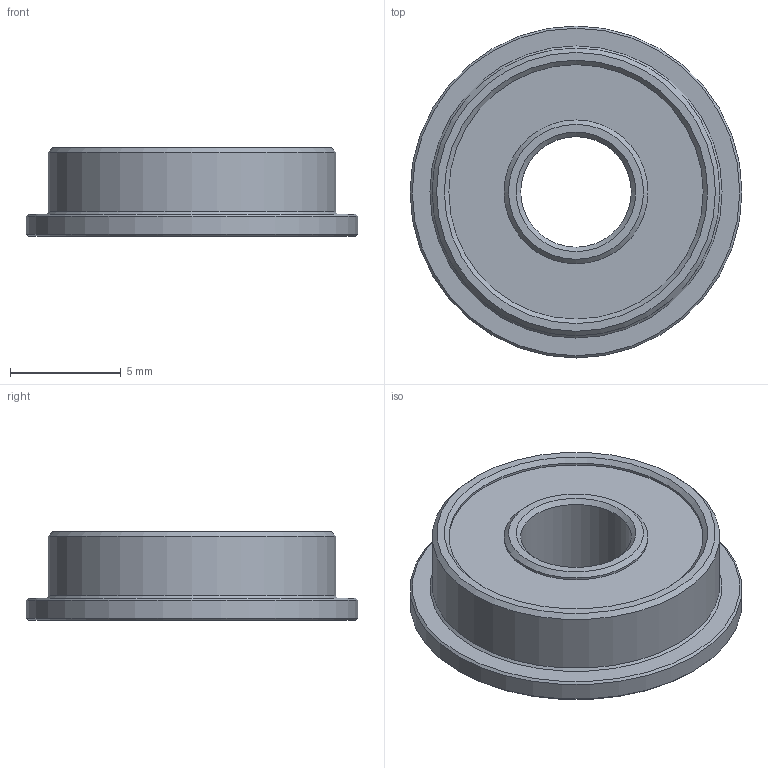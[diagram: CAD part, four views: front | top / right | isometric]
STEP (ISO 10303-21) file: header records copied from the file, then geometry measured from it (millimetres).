
FILE_DESCRIPTION(/* description */ (''),/* implementation_level */ '2;1');
FILE_NAME(/* name */ 'F695 Bearing_v3.step',/* time_stamp */ '2023-05-23T22:39:15-06:00',/* author */ (''),/* organization */ (''),/* preprocessor_version */ 'ST-DEVELOPER v19.2',/* originating_system */ 'Autodesk Translation Framework v12.4.0.73',/* authorisation */ '');
FILE_SCHEMA (('AUTOMOTIVE_DESIGN { 1 0 10303 214 3 1 1 }'));
Length unit declared in the file: millimetre
Products named in the file (1): F695 Bearing
Bounding box: 15 x 15 x 4 mm (x, y, z)
Volume: 450 mm3; surface area: 551 mm2
Topology: 1 solids, 1 shells, 24 faces, 42 edges, 25 vertices
Faces by surface type: cone 10, plane 7, cylinder 7
Full cylindrical faces by diameter (mm): 5 x1, 6.5 x2, 11.5 x2, 13 x1, 15 x1
Entity records: 632 total; most frequent: DIRECTION 117, CARTESIAN_POINT 92, ORIENTED_EDGE 84, AXIS2_PLACEMENT_3D 50, EDGE_CURVE 42, EDGE_LOOP 31, CIRCLE 25, VERTEX_POINT 25
